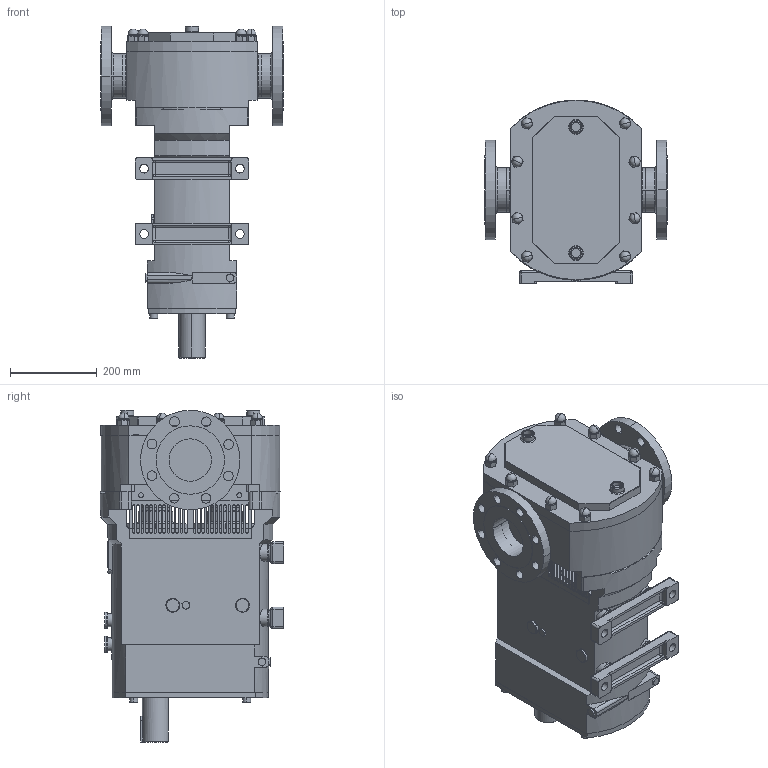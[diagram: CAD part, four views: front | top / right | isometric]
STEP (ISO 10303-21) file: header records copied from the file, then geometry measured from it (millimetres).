
FILE_DESCRIPTION (( 'STEP AP214' ), '1' );
FILE_NAME ('GA4081.STEP', '2024-11-07T16:35:28', ( '' ), ( '' ), 'SwSTEP 2.0', 'SolidWorks 2023', '' );
FILE_SCHEMA (( 'AUTOMOTIVE_DESIGN' ));
Length unit declared in the file: millimetre
Products named in the file (4): Copy of Z94-5301-66 - 4 INCH ASA 150^GA4081; Copy of CP50S-0351 H TSD^GA4081; GA4081; Copy of MP50 Jacket Front Cover^GA4081
Assembly tree (4 placements, depth 2):
  GA4081
    Copy of CP50S-0351 H TSD^GA4081
    Copy of Z94-5301-66 - 4 INCH ASA 150^GA4081  x2
    Copy of MP50 Jacket Front Cover^GA4081
Bounding box: 420 x 421.89 x 763.25 mm (x, y, z)
Volume: 48046342.1 mm3; surface area: 1660918 mm2
Topology: 4 solids, 4 shells, 1223 faces, 3360 edges, 1997 vertices
Faces by surface type: plane 507, cylinder 438, bspline 106, torus 104, sphere 40, cone 28
Entity records: 43207 total; most frequent: CARTESIAN_POINT 13400, DIRECTION 6315, ORIENTED_EDGE 6256, EDGE_CURVE 3128, AXIS2_PLACEMENT_3D 2313, VERTEX_POINT 1927, LINE 1689, VECTOR 1689
